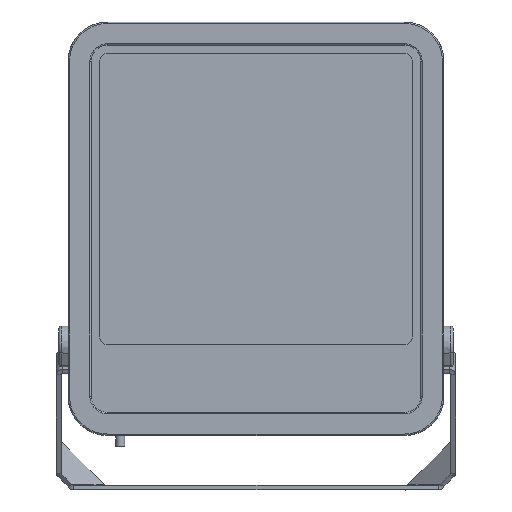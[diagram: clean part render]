
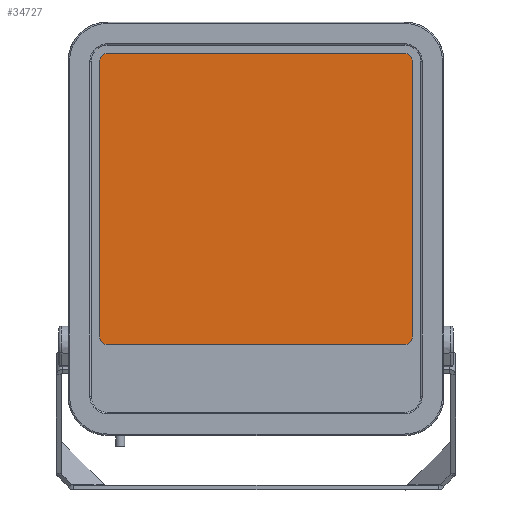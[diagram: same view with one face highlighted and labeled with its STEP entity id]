
A CAD part, top view. The second image highlights one B-rep face of the part: STEP entity #34727.
In plain terms, the highlighted face is planar.
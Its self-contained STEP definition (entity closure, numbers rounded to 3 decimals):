
#752 = DIRECTION ( 'NONE',  ( 0., 1., 0. ) ) ;
#1303 = DIRECTION ( 'NONE',  ( 0., -1., 0. ) ) ;
#1791 = EDGE_CURVE ( 'NONE', #17870, #3468, #15868, .T. ) ;
#2379 = DIRECTION ( 'NONE',  ( -1., 0., 0. ) ) ;
#2921 = CARTESIAN_POINT ( 'NONE',  ( -122.5, 119.672, -103.703 ) ) ;
#3468 = VERTEX_POINT ( 'NONE', #2921 ) ;
#5983 = ORIENTED_EDGE ( 'NONE', *, *, #14460, .T. ) ;
#7186 = VERTEX_POINT ( 'NONE', #27645 ) ;
#7404 = LINE ( 'NONE', #30499, #9212 ) ;
#7945 = CARTESIAN_POINT ( 'NONE',  ( 129., 77.172, -103.703 ) ) ;
#8054 = CARTESIAN_POINT ( 'NONE',  ( 122.5, 359.672, -103.703 ) ) ;
#8154 = VECTOR ( 'NONE', #8476, 1000. ) ;
#8250 = CARTESIAN_POINT ( 'NONE',  ( 122.5, 119.672, -103.703 ) ) ;
#8311 = EDGE_LOOP ( 'NONE', ( #39989, #15399, #9168, #17987, #23788, #15185, #18183, #5983 ) ) ;
#8418 = CARTESIAN_POINT ( 'NONE',  ( 122.5, 353.172, -103.703 ) ) ;
#8476 = DIRECTION ( 'NONE',  ( 1., 0., 0. ) ) ;
#8503 = EDGE_CURVE ( 'NONE', #21167, #7186, #7404, .T. ) ;
#8526 = AXIS2_PLACEMENT_3D ( 'NONE', #21306, #24284, #40336 ) ;
#8860 = DIRECTION ( 'NONE',  ( 0., 0., -1. ) ) ;
#8903 = LINE ( 'NONE', #8054, #8154 ) ;
#9168 = ORIENTED_EDGE ( 'NONE', *, *, #8503, .T. ) ;
#9212 = VECTOR ( 'NONE', #752, 1000. ) ;
#9806 = VERTEX_POINT ( 'NONE', #9933 ) ;
#9933 = CARTESIAN_POINT ( 'NONE',  ( -122.5, 359.672, -103.703 ) ) ;
#10796 = DIRECTION ( 'NONE',  ( -1., 0., 0. ) ) ;
#12746 = DIRECTION ( 'NONE',  ( -1., 0., 0. ) ) ;
#12947 = CARTESIAN_POINT ( 'NONE',  ( 122.5, 77.172, -103.703 ) ) ;
#14460 = EDGE_CURVE ( 'NONE', #16716, #17870, #21731, .T. ) ;
#14738 = AXIS2_PLACEMENT_3D ( 'NONE', #12947, #18964, #12746 ) ;
#15185 = ORIENTED_EDGE ( 'NONE', *, *, #39023, .T. ) ;
#15301 = CARTESIAN_POINT ( 'NONE',  ( 122.5, 126.172, -103.703 ) ) ;
#15399 = ORIENTED_EDGE ( 'NONE', *, *, #38159, .T. ) ;
#15571 = AXIS2_PLACEMENT_3D ( 'NONE', #8418, #20676, #10796 ) ;
#15666 = CARTESIAN_POINT ( 'NONE',  ( -129., 126.172, -103.703 ) ) ;
#15868 = LINE ( 'NONE', #19293, #34037 ) ;
#16033 = VECTOR ( 'NONE', #1303, 1000. ) ;
#16716 = VERTEX_POINT ( 'NONE', #20506 ) ;
#17870 = VERTEX_POINT ( 'NONE', #8250 ) ;
#17987 = ORIENTED_EDGE ( 'NONE', *, *, #20024, .T. ) ;
#18183 = ORIENTED_EDGE ( 'NONE', *, *, #31756, .T. ) ;
#18278 = CIRCLE ( 'NONE', #22395, 6.5 ) ;
#18532 = DIRECTION ( 'NONE',  ( -1., 0., 0. ) ) ;
#18964 = DIRECTION ( 'NONE',  ( 0., 0., -1. ) ) ;
#19293 = CARTESIAN_POINT ( 'NONE',  ( 122.5, 119.672, -103.703 ) ) ;
#20024 = EDGE_CURVE ( 'NONE', #7186, #9806, #31059, .T. ) ;
#20506 = CARTESIAN_POINT ( 'NONE',  ( 129., 126.172, -103.703 ) ) ;
#20507 = EDGE_CURVE ( 'NONE', #9806, #25571, #8903, .T. ) ;
#20676 = DIRECTION ( 'NONE',  ( 0., 0., -1. ) ) ;
#21167 = VERTEX_POINT ( 'NONE', #15666 ) ;
#21306 = CARTESIAN_POINT ( 'NONE',  ( -122.5, 353.172, -103.703 ) ) ;
#21731 = CIRCLE ( 'NONE', #36075, 6.5 ) ;
#22395 = AXIS2_PLACEMENT_3D ( 'NONE', #24886, #31699, #2379 ) ;
#23788 = ORIENTED_EDGE ( 'NONE', *, *, #20507, .T. ) ;
#24284 = DIRECTION ( 'NONE',  ( 0., 0., -1. ) ) ;
#24753 = CARTESIAN_POINT ( 'NONE',  ( 122.5, 359.672, -103.703 ) ) ;
#24886 = CARTESIAN_POINT ( 'NONE',  ( -122.5, 126.172, -103.703 ) ) ;
#25571 = VERTEX_POINT ( 'NONE', #24753 ) ;
#27645 = CARTESIAN_POINT ( 'NONE',  ( -129., 353.172, -103.703 ) ) ;
#30499 = CARTESIAN_POINT ( 'NONE',  ( -129., 77.172, -103.703 ) ) ;
#31059 = CIRCLE ( 'NONE', #8526, 6.5 ) ;
#31699 = DIRECTION ( 'NONE',  ( 0., 0., -1. ) ) ;
#31756 = EDGE_CURVE ( 'NONE', #33309, #16716, #39859, .T. ) ;
#32636 = CIRCLE ( 'NONE', #15571, 6.5 ) ;
#33309 = VERTEX_POINT ( 'NONE', #35616 ) ;
#34037 = VECTOR ( 'NONE', #35326, 1000. ) ;
#34727 = ADVANCED_FACE ( 'NONE', ( #42070 ), #42284, .T. ) ;
#35326 = DIRECTION ( 'NONE',  ( -1., 0., 0. ) ) ;
#35616 = CARTESIAN_POINT ( 'NONE',  ( 129., 353.172, -103.703 ) ) ;
#36075 = AXIS2_PLACEMENT_3D ( 'NONE', #15301, #8860, #18532 ) ;
#38159 = EDGE_CURVE ( 'NONE', #3468, #21167, #18278, .T. ) ;
#39023 = EDGE_CURVE ( 'NONE', #25571, #33309, #32636, .T. ) ;
#39859 = LINE ( 'NONE', #7945, #16033 ) ;
#39989 = ORIENTED_EDGE ( 'NONE', *, *, #1791, .T. ) ;
#40336 = DIRECTION ( 'NONE',  ( -1., 0., 0. ) ) ;
#42070 = FACE_OUTER_BOUND ( 'NONE', #8311, .T. ) ;
#42284 = PLANE ( 'NONE',  #14738 ) ;
